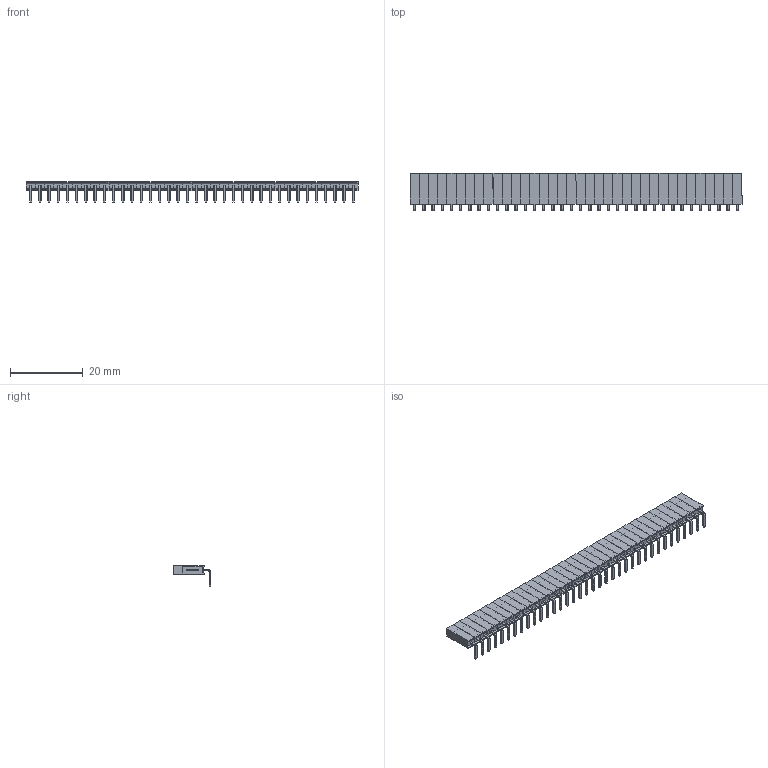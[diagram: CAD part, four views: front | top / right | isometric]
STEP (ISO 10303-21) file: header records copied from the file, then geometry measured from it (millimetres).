
FILE_DESCRIPTION(/* description */ (''),/* implementation_level */ '2;1');
FILE_NAME(/* name */ 'Female Pin Header 01x36 Right Angle.stp',/* time_stamp */ '2019-11-27T16:40:13+01:00',/* author */ ('Bernd das Brot'),/* organization */ (''),/* preprocessor_version */ 'ST-DEVELOPER v18',/* originating_system */ 'Autodesk Inventor 2020',/* authorisation */ '');
FILE_SCHEMA (('AUTOMOTIVE_DESIGN { 1 0 10303 214 3 1 1 }'));
Length unit declared in the file: millimetre
Products named in the file (2): Female Pin Header 01x36 Right Angle; Female Pin Header 1x Right Angle
Assembly tree (36 placements, depth 2):
  Female Pin Header 01x36 Right Angle
    Female Pin Header 1x Right Angle  x36
Bounding box: 91.44 x 10.3 x 5.74 mm (x, y, z)
Volume: 1052.1 mm3; surface area: 6904 mm2
Topology: 36 solids, 36 shells, 5832 faces, 13464 edges, 7632 vertices
Faces by surface type: cylinder 2628, plane 1692, sphere 720, torus 648, bspline 144
Entity records: 5125 total; most frequent: DIRECTION 926, CARTESIAN_POINT 902, ORIENTED_EDGE 740, EDGE_CURVE 370, AXIS2_PLACEMENT_3D 364, VERTEX_POINT 212, LINE 198, VECTOR 198
